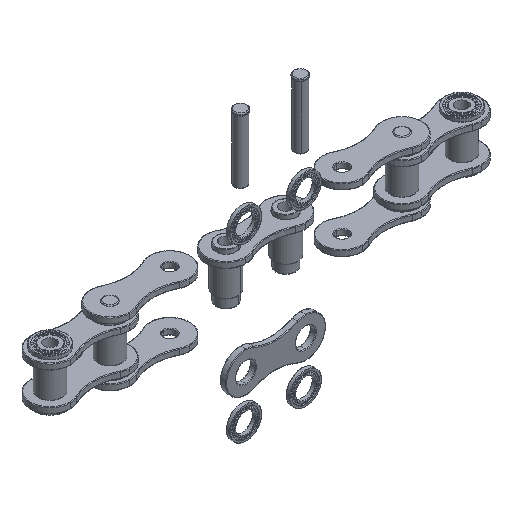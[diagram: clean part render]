
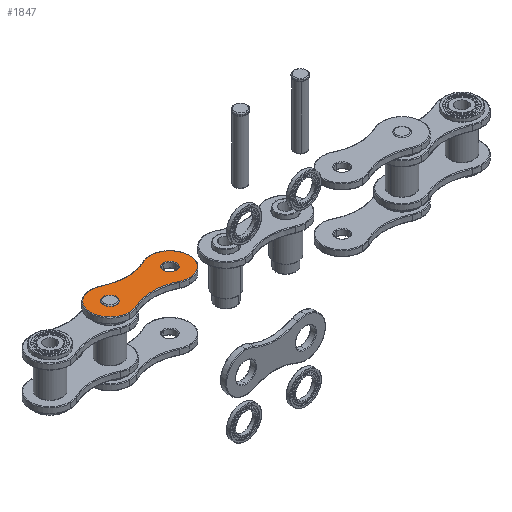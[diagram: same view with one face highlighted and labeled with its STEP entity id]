
A CAD part, isometric view. The second image highlights one B-rep face of the part: STEP entity #1847.
In plain terms, the highlighted face is planar.
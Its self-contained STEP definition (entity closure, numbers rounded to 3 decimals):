
#17 = DIRECTION ( 'NONE',  ( 0., 1., 0. ) ) ;
#36 = EDGE_CURVE ( 'NONE', #3583, #3201, #3136, .T. ) ;
#62 = EDGE_CURVE ( 'NONE', #853, #1929, #1031, .T. ) ;
#170 = EDGE_CURVE ( 'NONE', #3201, #4716, #1433, .T. ) ;
#189 = ORIENTED_EDGE ( 'NONE', *, *, #4261, .T. ) ;
#193 = ORIENTED_EDGE ( 'NONE', *, *, #62, .T. ) ;
#223 = CARTESIAN_POINT ( 'NONE',  ( -0.097, 0., 0.313 ) ) ;
#277 = FACE_BOUND ( 'NONE', #2871, .T. ) ;
#283 = DIRECTION ( 'NONE',  ( 0., 1., 0. ) ) ;
#297 = CARTESIAN_POINT ( 'NONE',  ( -0.75, 0., 0. ) ) ;
#298 = ORIENTED_EDGE ( 'NONE', *, *, #2624, .T. ) ;
#313 = DIRECTION ( 'NONE',  ( 0., 0., 1. ) ) ;
#364 = ORIENTED_EDGE ( 'NONE', *, *, #4323, .T. ) ;
#366 = CIRCLE ( 'NONE', #4521, 0.165 ) ;
#409 = EDGE_LOOP ( 'NONE', ( #3971, #193, #3572, #1492, #189, #467, #3141, #577 ) ) ;
#423 = AXIS2_PLACEMENT_3D ( 'NONE', #2522, #283, #2891 ) ;
#431 = AXIS2_PLACEMENT_3D ( 'NONE', #3244, #1009, #3636 ) ;
#438 = CIRCLE ( 'NONE', #423, 0.165 ) ;
#442 = CARTESIAN_POINT ( 'NONE',  ( -0.75, 0., 0. ) ) ;
#467 = ORIENTED_EDGE ( 'NONE', *, *, #36, .T. ) ;
#545 = AXIS2_PLACEMENT_3D ( 'NONE', #4774, #2549, #313 ) ;
#577 = ORIENTED_EDGE ( 'NONE', *, *, #2302, .T. ) ;
#594 = CARTESIAN_POINT ( 'NONE',  ( -0.378, 0., 0.369 ) ) ;
#657 = DIRECTION ( 'NONE',  ( 0., 0., 1. ) ) ;
#662 = CARTESIAN_POINT ( 'NONE',  ( -0.75, 0., 0.485 ) ) ;
#700 = CARTESIAN_POINT ( 'NONE',  ( -0.75, 0., 0. ) ) ;
#715 = CARTESIAN_POINT ( 'NONE',  ( -0.75, 0., -0.165 ) ) ;
#735 = CARTESIAN_POINT ( 'NONE',  ( -0.75, 0., 0. ) ) ;
#812 = DIRECTION ( 'NONE',  ( 0., 0., 1. ) ) ;
#815 = VERTEX_POINT ( 'NONE', #2176 ) ;
#853 = VERTEX_POINT ( 'NONE', #2109 ) ;
#877 = AXIS2_PLACEMENT_3D ( 'NONE', #700, #2575, #4798 ) ;
#956 = CARTESIAN_POINT ( 'NONE',  ( -0.554, 0., 0.444 ) ) ;
#1009 = DIRECTION ( 'NONE',  ( 0., -1., 0. ) ) ;
#1031 = CIRCLE ( 'NONE', #545, 0.485 ) ;
#1214 = CARTESIAN_POINT ( 'NONE',  ( -0.554, 0., -0.444 ) ) ;
#1228 = CARTESIAN_POINT ( 'NONE',  ( -0.378, 0., -0.369 ) ) ;
#1239 = FACE_OUTER_BOUND ( 'NONE', #409, .T. ) ;
#1258 = ORIENTED_EDGE ( 'NONE', *, *, #2598, .T. ) ;
#1261 = VERTEX_POINT ( 'NONE', #2183 ) ;
#1308 = CARTESIAN_POINT ( 'NONE',  ( -0.554, 0., -0.444 ) ) ;
#1354 = CARTESIAN_POINT ( 'NONE',  ( 0.75, 0., 0. ) ) ;
#1362 = CIRCLE ( 'NONE', #2611, 0.485 ) ;
#1433 = CIRCLE ( 'NONE', #2656, 0.485 ) ;
#1454 = DIRECTION ( 'NONE',  ( 0., -1., 0. ) ) ;
#1473 = DIRECTION ( 'NONE',  ( 0., 0., 1. ) ) ;
#1492 = ORIENTED_EDGE ( 'NONE', *, *, #4352, .T. ) ;
#1542 = AXIS2_PLACEMENT_3D ( 'NONE', #297, #2899, #657 ) ;
#1585 = CARTESIAN_POINT ( 'NONE',  ( 0.554, 0., 0.444 ) ) ;
#1607 = PLANE ( 'NONE',  #3046 ) ;
#1615 = CARTESIAN_POINT ( 'NONE',  ( -0.096, 0., -0.313 ) ) ;
#1622 = VERTEX_POINT ( 'NONE', #715 ) ;
#1642 = EDGE_CURVE ( 'NONE', #1622, #1261, #2960, .T. ) ;
#1739 = DIRECTION ( 'NONE',  ( 0., 0., 1. ) ) ;
#1847 = ADVANCED_FACE ( 'NONE', ( #277, #2129, #1239 ), #1607, .F. ) ;
#1929 = VERTEX_POINT ( 'NONE', #2609 ) ;
#1991 = CARTESIAN_POINT ( 'NONE',  ( 0.378, 0., -0.366 ) ) ;
#2025 = ORIENTED_EDGE ( 'NONE', *, *, #1642, .T. ) ;
#2101 = DIRECTION ( 'NONE',  ( 0., 1., 0. ) ) ;
#2104 = CIRCLE ( 'NONE', #431, 0.485 ) ;
#2109 = CARTESIAN_POINT ( 'NONE',  ( 0.554, 0., -0.444 ) ) ;
#2129 = FACE_BOUND ( 'NONE', #4166, .T. ) ;
#2176 = CARTESIAN_POINT ( 'NONE',  ( 0.75, 0., 0.165 ) ) ;
#2183 = CARTESIAN_POINT ( 'NONE',  ( -0.75, 0., 0.165 ) ) ;
#2302 = EDGE_CURVE ( 'NONE', #4716, #4262, #1362, .T. ) ;
#2366 = CARTESIAN_POINT ( 'NONE',  ( 0.013, 0., 0.329 ) ) ;
#2458 = CARTESIAN_POINT ( 'NONE',  ( 0.189, 0., 0.315 ) ) ;
#2522 = CARTESIAN_POINT ( 'NONE',  ( 0.75, 0., 0. ) ) ;
#2549 = DIRECTION ( 'NONE',  ( 0., -1., 0. ) ) ;
#2550 = CIRCLE ( 'NONE', #4025, 0.165 ) ;
#2575 = DIRECTION ( 'NONE',  ( 0., 1., 0. ) ) ;
#2598 = EDGE_CURVE ( 'NONE', #3733, #815, #2550, .T. ) ;
#2609 = CARTESIAN_POINT ( 'NONE',  ( 0.75, 0., -0.485 ) ) ;
#2611 = AXIS2_PLACEMENT_3D ( 'NONE', #442, #3054, #812 ) ;
#2624 = EDGE_CURVE ( 'NONE', #815, #3733, #438, .T. ) ;
#2656 = AXIS2_PLACEMENT_3D ( 'NONE', #735, #3354, #1473 ) ;
#2749 = EDGE_CURVE ( 'NONE', #1929, #3199, #4695, .T. ) ;
#2831 = CARTESIAN_POINT ( 'NONE',  ( -0.193, 0., 0.324 ) ) ;
#2871 = EDGE_LOOP ( 'NONE', ( #298, #1258 ) ) ;
#2891 = DIRECTION ( 'NONE',  ( 0., 0., 1. ) ) ;
#2899 = DIRECTION ( 'NONE',  ( 0., -1., 0. ) ) ;
#2907 = CARTESIAN_POINT ( 'NONE',  ( 0.75, 0., 0.485 ) ) ;
#2960 = CIRCLE ( 'NONE', #877, 0.165 ) ;
#3046 = AXIS2_PLACEMENT_3D ( 'NONE', #2366, #17, #4251 ) ;
#3054 = DIRECTION ( 'NONE',  ( 0., -1., 0. ) ) ;
#3136 = CIRCLE ( 'NONE', #1542, 0.485 ) ;
#3141 = ORIENTED_EDGE ( 'NONE', *, *, #170, .T. ) ;
#3181 = CARTESIAN_POINT ( 'NONE',  ( 0.554, 0., 0.444 ) ) ;
#3199 = VERTEX_POINT ( 'NONE', #2907 ) ;
#3200 = CARTESIAN_POINT ( 'NONE',  ( -0.468, 0., 0.402 ) ) ;
#3201 = VERTEX_POINT ( 'NONE', #662 ) ;
#3244 = CARTESIAN_POINT ( 'NONE',  ( 0.75, 0., 0. ) ) ;
#3354 = DIRECTION ( 'NONE',  ( 0., -1., 0. ) ) ;
#3500 = B_SPLINE_CURVE_WITH_KNOTS ( 'NONE', 3,
 ( #3181, #4675, #2458, #223, #2831, #594, #3200, #956 ),
 .UNSPECIFIED., .F., .F.,
 ( 4, 2, 2, 4 ),
 ( 0., 0.001, 0.001, 0.001 ),
 .UNSPECIFIED. ) ;
#3510 = CARTESIAN_POINT ( 'NONE',  ( -0.75, 0., -0.485 ) ) ;
#3517 = EDGE_CURVE ( 'NONE', #4262, #853, #3657, .T. ) ;
#3572 = ORIENTED_EDGE ( 'NONE', *, *, #2749, .T. ) ;
#3583 = VERTEX_POINT ( 'NONE', #4628 ) ;
#3636 = DIRECTION ( 'NONE',  ( 0., 0., 1. ) ) ;
#3657 = B_SPLINE_CURVE_WITH_KNOTS ( 'NONE', 3,
 ( #1214, #4228, #1228, #3875, #1615, #4241, #1991, #4610 ),
 .UNSPECIFIED., .F., .F.,
 ( 4, 2, 2, 4 ),
 ( 0., 0., 0.001, 0.001 ),
 .UNSPECIFIED. ) ;
#3674 = VERTEX_POINT ( 'NONE', #1585 ) ;
#3681 = AXIS2_PLACEMENT_3D ( 'NONE', #3709, #1454, #4080 ) ;
#3709 = CARTESIAN_POINT ( 'NONE',  ( 0.75, 0., 0. ) ) ;
#3733 = VERTEX_POINT ( 'NONE', #4614 ) ;
#3875 = CARTESIAN_POINT ( 'NONE',  ( -0.193, 0., -0.324 ) ) ;
#3971 = ORIENTED_EDGE ( 'NONE', *, *, #3517, .T. ) ;
#3994 = DIRECTION ( 'NONE',  ( 0., 1., 0. ) ) ;
#4025 = AXIS2_PLACEMENT_3D ( 'NONE', #1354, #3994, #1739 ) ;
#4080 = DIRECTION ( 'NONE',  ( 0., 0., 1. ) ) ;
#4166 = EDGE_LOOP ( 'NONE', ( #364, #2025 ) ) ;
#4228 = CARTESIAN_POINT ( 'NONE',  ( -0.468, 0., -0.402 ) ) ;
#4241 = CARTESIAN_POINT ( 'NONE',  ( 0.189, 0., -0.315 ) ) ;
#4251 = DIRECTION ( 'NONE',  ( 0., 0., 1. ) ) ;
#4261 = EDGE_CURVE ( 'NONE', #3674, #3583, #3500, .T. ) ;
#4262 = VERTEX_POINT ( 'NONE', #1308 ) ;
#4323 = EDGE_CURVE ( 'NONE', #1261, #1622, #366, .T. ) ;
#4352 = EDGE_CURVE ( 'NONE', #3199, #3674, #2104, .T. ) ;
#4356 = CARTESIAN_POINT ( 'NONE',  ( -0.75, 0., 0. ) ) ;
#4521 = AXIS2_PLACEMENT_3D ( 'NONE', #4356, #2101, #4721 ) ;
#4610 = CARTESIAN_POINT ( 'NONE',  ( 0.554, 0., -0.444 ) ) ;
#4614 = CARTESIAN_POINT ( 'NONE',  ( 0.75, 0., -0.165 ) ) ;
#4628 = CARTESIAN_POINT ( 'NONE',  ( -0.554, 0., 0.444 ) ) ;
#4675 = CARTESIAN_POINT ( 'NONE',  ( 0.378, 0., 0.366 ) ) ;
#4695 = CIRCLE ( 'NONE', #3681, 0.485 ) ;
#4716 = VERTEX_POINT ( 'NONE', #3510 ) ;
#4721 = DIRECTION ( 'NONE',  ( 0., 0., 1. ) ) ;
#4774 = CARTESIAN_POINT ( 'NONE',  ( 0.75, 0., 0. ) ) ;
#4798 = DIRECTION ( 'NONE',  ( 0., 0., 1. ) ) ;
